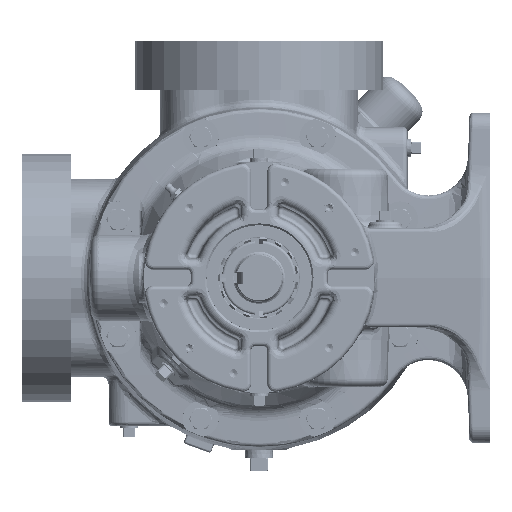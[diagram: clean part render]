
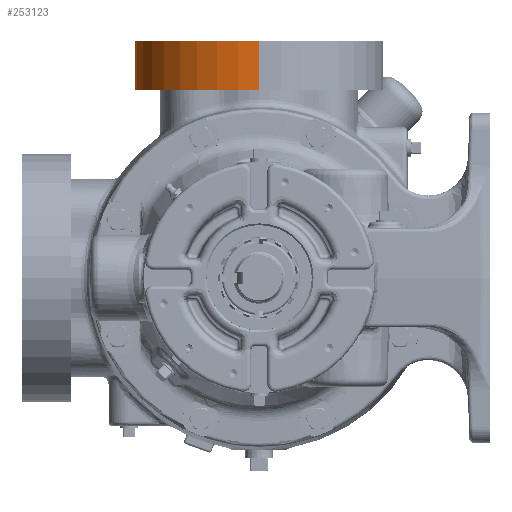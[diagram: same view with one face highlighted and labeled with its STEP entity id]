
A CAD part, left-side view. The second image highlights one B-rep face of the part: STEP entity #253123.
In plain terms, the highlighted cylindrical face has radius 95.25 mm (diameter 190.5 mm), a partial arc.
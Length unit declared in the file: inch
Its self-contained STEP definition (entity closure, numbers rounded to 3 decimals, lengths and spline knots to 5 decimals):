
#5144 = AXIS2_PLACEMENT_3D ( 'NONE', #103684, #167212, #245397 ) ;
#6632 = DIRECTION ( 'NONE',  ( 0., 0., -1. ) ) ;
#8352 = ORIENTED_EDGE ( 'NONE', *, *, #215297, .T. ) ;
#14667 = CARTESIAN_POINT ( 'NONE',  ( -0.405, 0., 5.6875 ) ) ;
#17776 = FACE_OUTER_BOUND ( 'NONE', #106452, .T. ) ;
#35088 = CARTESIAN_POINT ( 'NONE',  ( 3.345, 0., 4.98196 ) ) ;
#51527 = EDGE_CURVE ( 'NONE', #52922, #107869, #239805, .T. ) ;
#52922 = VERTEX_POINT ( 'NONE', #151430 ) ;
#89590 = VERTEX_POINT ( 'NONE', #90677 ) ;
#90677 = CARTESIAN_POINT ( 'NONE',  ( 7.095, 0., 5.6875 ) ) ;
#92732 = LINE ( 'NONE', #193376, #99513 ) ;
#94715 = CYLINDRICAL_SURFACE ( 'NONE', #183691, 3.75 ) ;
#98613 = DIRECTION ( 'NONE',  ( 0., 0., -1. ) ) ;
#99513 = VECTOR ( 'NONE', #6632, 39.37008 ) ;
#103684 = CARTESIAN_POINT ( 'NONE',  ( 3.345, 0., 5.6875 ) ) ;
#106452 = EDGE_LOOP ( 'NONE', ( #113325, #8352, #191076, #191264 ) ) ;
#107869 = VERTEX_POINT ( 'NONE', #204894 ) ;
#113325 = ORIENTED_EDGE ( 'NONE', *, *, #51527, .T. ) ;
#141190 = LINE ( 'NONE', #220656, #180086 ) ;
#143252 = EDGE_CURVE ( 'NONE', #193712, #89590, #225248, .T. ) ;
#151430 = CARTESIAN_POINT ( 'NONE',  ( -0.405, 0., 7.1875 ) ) ;
#151699 = EDGE_CURVE ( 'NONE', #52922, #193712, #92732, .T. ) ;
#157455 = DIRECTION ( 'NONE',  ( 0., 0., -1. ) ) ;
#167212 = DIRECTION ( 'NONE',  ( 0., 0., -1. ) ) ;
#175480 = DIRECTION ( 'NONE',  ( -1., 0., 0. ) ) ;
#180086 = VECTOR ( 'NONE', #221964, 39.37008 ) ;
#183691 = AXIS2_PLACEMENT_3D ( 'NONE', #35088, #98613, #175480 ) ;
#191076 = ORIENTED_EDGE ( 'NONE', *, *, #143252, .F. ) ;
#191264 = ORIENTED_EDGE ( 'NONE', *, *, #151699, .F. ) ;
#193376 = CARTESIAN_POINT ( 'NONE',  ( -0.405, 0., 4.98196 ) ) ;
#193712 = VERTEX_POINT ( 'NONE', #14667 ) ;
#204894 = CARTESIAN_POINT ( 'NONE',  ( 7.095, 0., 7.1875 ) ) ;
#215297 = EDGE_CURVE ( 'NONE', #107869, #89590, #141190, .T. ) ;
#220656 = CARTESIAN_POINT ( 'NONE',  ( 7.095, 0., 4.98196 ) ) ;
#221964 = DIRECTION ( 'NONE',  ( 0., 0., -1. ) ) ;
#225248 = CIRCLE ( 'NONE', #5144, 3.75 ) ;
#235647 = CARTESIAN_POINT ( 'NONE',  ( 3.345, 0., 7.1875 ) ) ;
#235684 = AXIS2_PLACEMENT_3D ( 'NONE', #235647, #157455, #236936 ) ;
#236936 = DIRECTION ( 'NONE',  ( -1., 0., 0. ) ) ;
#239805 = CIRCLE ( 'NONE', #235684, 3.75 ) ;
#245397 = DIRECTION ( 'NONE',  ( -1., 0., 0. ) ) ;
#253123 = ADVANCED_FACE ( 'Defeatured_0_4936', ( #17776 ), #94715, .T. ) ;
